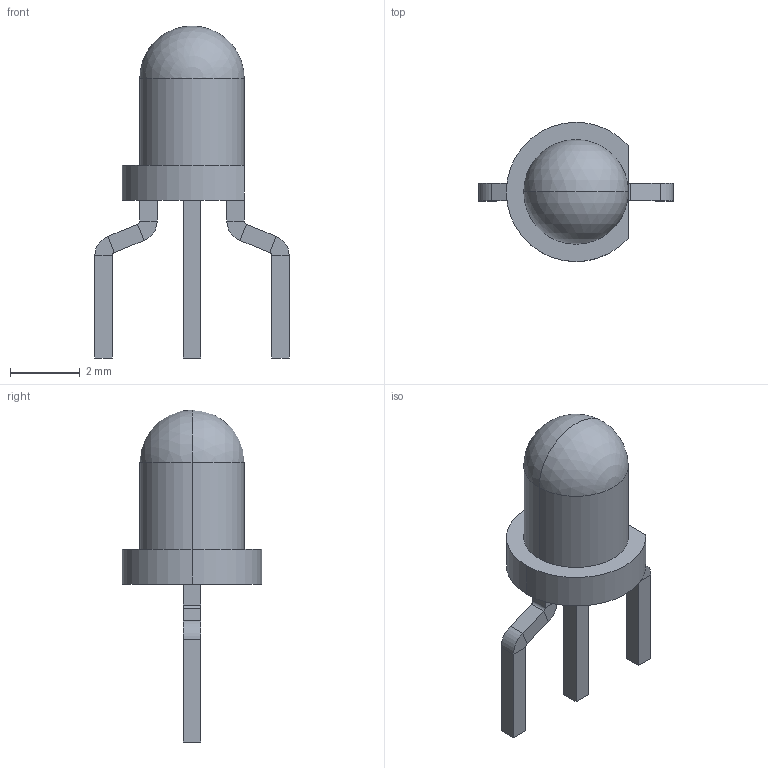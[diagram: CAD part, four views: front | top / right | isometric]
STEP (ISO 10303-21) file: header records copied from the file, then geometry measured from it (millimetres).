
FILE_DESCRIPTION (( 'STEP AP214' ), '1' );
FILE_NAME ('RG LED CA.STEP', '2016-07-28T17:22:30', ( 'Somphop' ), ( '' ), 'SwSTEP 2.0', 'SolidWorks 2012', '' );
FILE_SCHEMA (( 'AUTOMOTIVE_DESIGN' ));
Length unit declared in the file: millimetre
Products named in the file (1): RG LED CA
Bounding box: 5.58 x 4 x 9.53 mm (x, y, z)
Volume: 40.2 mm3; surface area: 98 mm2
Topology: 4 solids, 4 shells, 59 faces, 122 edges, 69 vertices
Faces by surface type: plane 45, cylinder 12, sphere 2
Entity records: 2188 total; most frequent: DIRECTION 264, CARTESIAN_POINT 245, ORIENTED_EDGE 236, EDGE_CURVE 118, LINE 92, VECTOR 92, AXIS2_PLACEMENT_3D 86, VERTEX_POINT 67
